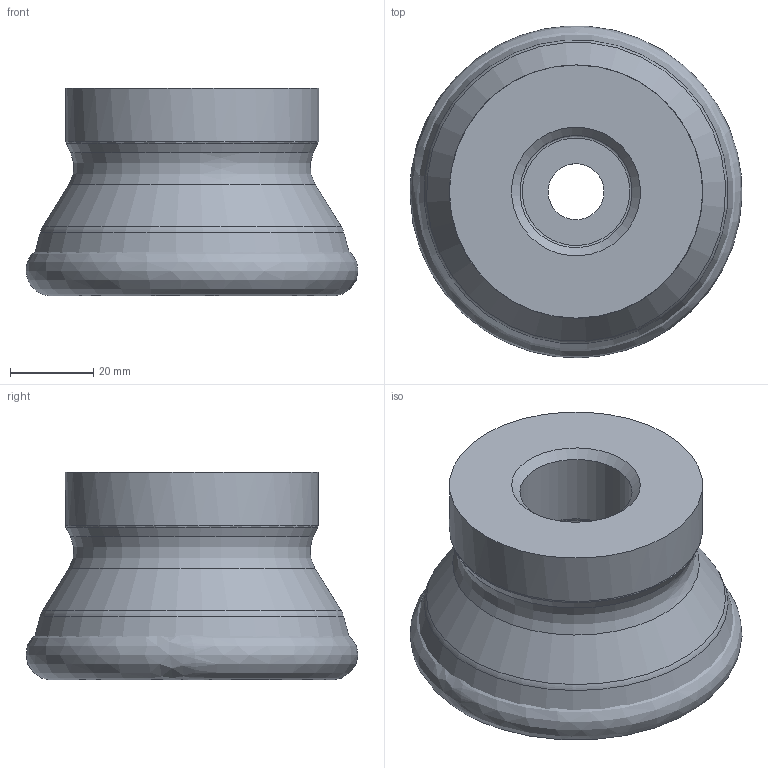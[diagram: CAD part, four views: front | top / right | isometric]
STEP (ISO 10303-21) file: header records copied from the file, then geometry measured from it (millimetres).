
FILE_DESCRIPTION(/* description */ (''),/* implementation_level */ '2;1');
FILE_NAME(/* name */ '1668532315613.stp',/* time_stamp */ '2022-11-15T22:42:13+05:00',/* author */ (''),/* organization */ ('SMS'),/* preprocessor_version */ 'ST-DEVELOPER v16.7',/* originating_system */ 'SIEMENS PLM Software NX 12.0',/* authorisation */ '');
FILE_SCHEMA (('AUTOMOTIVE_DESIGN { 1 0 10303 214 3 1 1 1 }'));
Length unit declared in the file: millimetre
Products named in the file (4): ASSEMBLY_CONSTRUCTION; 204373886mod000_00; 204374802mod000_00; 204374801mod000_00
Assembly tree (3 placements, depth 2):
  204374801mod000_00
    204374802mod000_00
    204373886mod000_00
    ASSEMBLY_CONSTRUCTION
Bounding box: 79.97 x 79.92 x 50 mm (x, y, z)
Volume: 160662.8 mm3; surface area: 28606.6 mm2
Topology: 2 solids, 2 shells, 25 faces, 52 edges, 47 vertices
Faces by surface type: torus 8, cone 6, plane 5, cylinder 5, bspline 1
Full cylindrical faces by diameter (mm): 13.5 x1, 20 x1, 27.011 x1, 27.5 x1, 61 x1
Entity records: 3722 total; most frequent: CARTESIAN_POINT 3031, DIRECTION 132, AXIS2_PLACEMENT_3D 66, FACE_BOUND 49, EDGE_LOOP 48, ORIENTED_EDGE 48, STYLED_ITEM 32, PRESENTATION_STYLE_ASSIGNMENT 32
